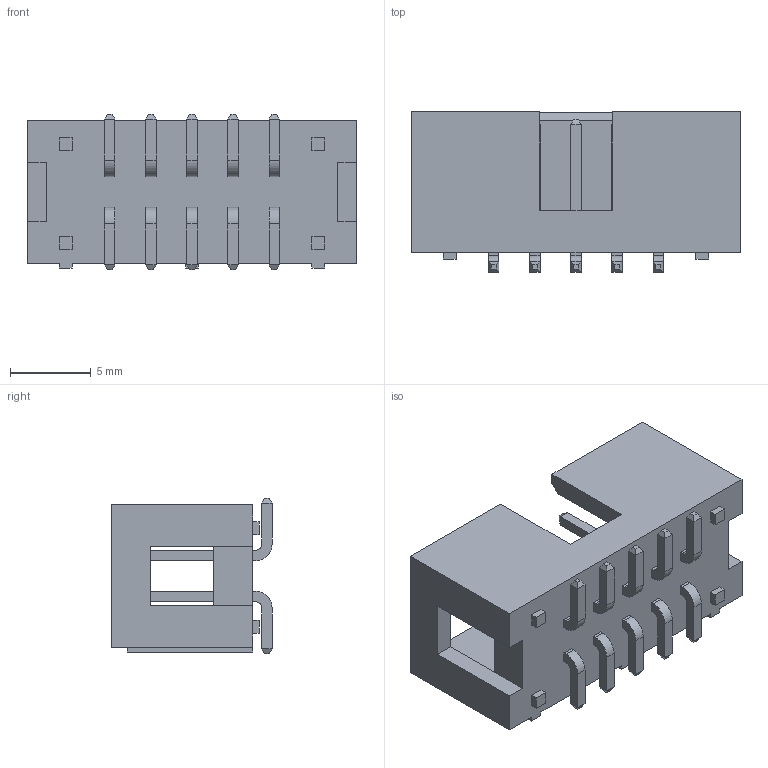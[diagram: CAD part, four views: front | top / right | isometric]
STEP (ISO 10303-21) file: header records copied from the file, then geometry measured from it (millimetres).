
FILE_DESCRIPTION (( 'STEP AP203' ), '1' );
FILE_NAME ('CH8710xM100.STEP', '2018-08-14T00:56:29', ( '' ), ( '' ), 'SwSTEP 2.0', 'SolidWorks 2017', '' );
FILE_SCHEMA (( 'CONFIG_CONTROL_DESIGN' ));
Length unit declared in the file: millimetre
Products named in the file (3): CH8710xM100; CH87 BASE_10; SMT TYPE P
Assembly tree (11 placements, depth 2):
  CH8710xM100
    CH87 BASE_10
    SMT TYPE P  x10
Bounding box: 20.32 x 9.9 x 9.6 mm (x, y, z)
Volume: 789.3 mm3; surface area: 1479.2 mm2
Topology: 11 solids, 11 shells, 279 faces, 683 edges, 426 vertices
Faces by surface type: plane 259, cylinder 20
Entity records: 4274 total; most frequent: CARTESIAN_POINT 664, ORIENTED_EDGE 646, DIRECTION 589, EDGE_CURVE 323, LINE 319, VECTOR 319, VERTEX_POINT 210, EDGE_LOOP 141
